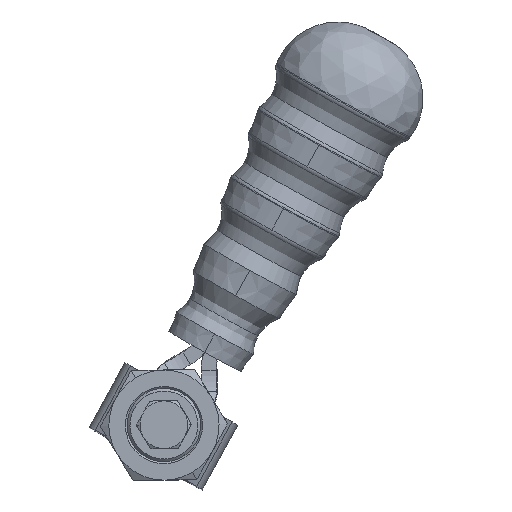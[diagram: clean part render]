
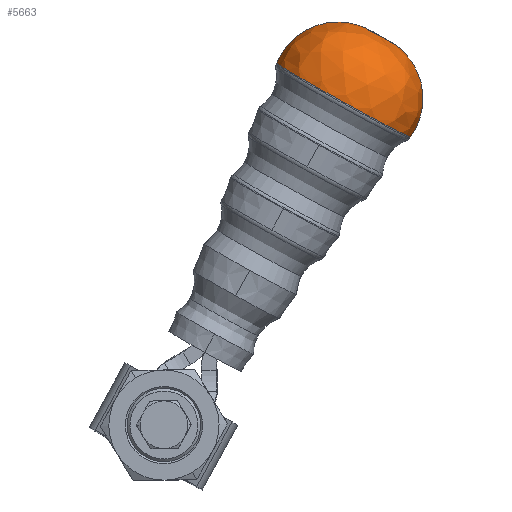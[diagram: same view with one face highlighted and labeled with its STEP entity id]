
A CAD part, top view. The second image highlights one B-rep face of the part: STEP entity #5663.
In plain terms, the highlighted free-form (B-spline) face has degree [2, 2] with [7, 9] control points.
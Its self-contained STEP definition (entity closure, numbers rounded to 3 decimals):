
#4726=CARTESIAN_POINT('',(-29.358,88.616,-116.704));
#4727=VERTEX_POINT('',#4726);
#4728=CARTESIAN_POINT('',(-1.547,95.913,-116.182));
#4729=VERTEX_POINT('',#4728);
#4730=CARTESIAN_POINT('',(-12.702,81.794,-116.649));
#4731=DIRECTION('',(0.013,0.023,-1.));
#4732=DIRECTION('',(-0.876,0.483,0.));
#4733=AXIS2_PLACEMENT_3D('',#4730,#4731,#4732);
#4734=CIRCLE('',#4733,18.);
#4735=EDGE_CURVE('',#4727,#4729,#4734,.T.);
#4737=CARTESIAN_POINT('',(7.114,68.496,-116.704));
#4738=VERTEX_POINT('',#4737);
#4739=CARTESIAN_POINT('',(-7.541,78.947,-116.649));
#4740=DIRECTION('',(0.013,0.023,-1.));
#4741=DIRECTION('',(0.876,-0.483,0.));
#4742=AXIS2_PLACEMENT_3D('',#4739,#4740,#4741);
#4743=CIRCLE('',#4742,18.);
#4744=EDGE_CURVE('',#4729,#4738,#4743,.T.);
#4770=CARTESIAN_POINT('',(-11.387,78.076,-95.884));
#4771=VERTEX_POINT('',#4770);
#4780=CARTESIAN_POINT('',(-11.122,78.556,-116.704));
#4781=DIRECTION('',(-0.483,-0.875,-0.026));
#4782=DIRECTION('',(-0.013,-0.023,1.));
#4783=AXIS2_PLACEMENT_3D('',#4780,#4781,#4782);
#4784=CIRCLE('',#4783,20.827);
#4785=EDGE_CURVE('',#4771,#4727,#4784,.T.);
#5576=CARTESIAN_POINT('',(-11.122,78.556,-116.704));
#5577=DIRECTION('',(-0.483,-0.875,-0.026));
#5578=DIRECTION('',(-0.013,-0.023,1.));
#5579=AXIS2_PLACEMENT_3D('',#5576,#5577,#5578);
#5580=CIRCLE('',#5579,20.827);
#5581=EDGE_CURVE('',#4738,#4771,#5580,.T.);
#5586=CARTESIAN_POINT('',(-1.547,95.913,-116.182));
#5587=CARTESIAN_POINT('',(-10.769,103.197,-116.131));
#5588=CARTESIAN_POINT('',(-21.147,97.687,-116.39));
#5589=CARTESIAN_POINT('',(-31.524,92.177,-116.649));
#5590=CARTESIAN_POINT('',(-30.65,80.46,-116.908));
#5591=CARTESIAN_POINT('',(-29.776,68.743,-117.167));
#5592=CARTESIAN_POINT('',(-18.696,64.827,-117.116));
#5593=CARTESIAN_POINT('',(-1.547,95.913,-116.182));
#5594=CARTESIAN_POINT('',(-10.917,102.93,-104.541));
#5595=CARTESIAN_POINT('',(-21.376,97.272,-98.377));
#5596=CARTESIAN_POINT('',(-31.835,91.614,-92.214));
#5597=CARTESIAN_POINT('',(-30.879,80.045,-98.895));
#5598=CARTESIAN_POINT('',(-29.924,68.476,-105.577));
#5599=CARTESIAN_POINT('',(-18.696,64.827,-117.116));
#5600=CARTESIAN_POINT('',(-1.547,95.913,-116.182));
#5601=CARTESIAN_POINT('',(-0.765,97.33,-104.541));
#5602=CARTESIAN_POINT('',(-5.598,88.568,-98.377));
#5603=CARTESIAN_POINT('',(-10.432,79.807,-92.214));
#5604=CARTESIAN_POINT('',(-15.102,71.341,-98.895));
#5605=CARTESIAN_POINT('',(-19.772,62.876,-105.577));
#5606=CARTESIAN_POINT('',(-18.696,64.827,-117.116));
#5607=CARTESIAN_POINT('',(-1.547,95.913,-116.182));
#5608=CARTESIAN_POINT('',(9.387,91.73,-104.541));
#5609=CARTESIAN_POINT('',(10.179,79.864,-98.377));
#5610=CARTESIAN_POINT('',(10.971,67.999,-92.214));
#5611=CARTESIAN_POINT('',(0.675,62.638,-98.895));
#5612=CARTESIAN_POINT('',(-9.621,57.276,-105.577));
#5613=CARTESIAN_POINT('',(-18.696,64.827,-117.116));
#5614=CARTESIAN_POINT('',(-1.547,95.913,-116.182));
#5615=CARTESIAN_POINT('',(9.534,91.997,-116.131));
#5616=CARTESIAN_POINT('',(10.408,80.28,-116.39));
#5617=CARTESIAN_POINT('',(11.282,68.563,-116.649));
#5618=CARTESIAN_POINT('',(0.904,63.053,-116.908));
#5619=CARTESIAN_POINT('',(-9.473,57.543,-117.167));
#5620=CARTESIAN_POINT('',(-18.696,64.827,-117.116));
#5621=CARTESIAN_POINT('',(-1.547,95.913,-116.182));
#5622=CARTESIAN_POINT('',(9.681,92.264,-127.721));
#5623=CARTESIAN_POINT('',(10.637,80.695,-134.403));
#5624=CARTESIAN_POINT('',(11.593,69.126,-141.085));
#5625=CARTESIAN_POINT('',(1.133,63.468,-134.921));
#5626=CARTESIAN_POINT('',(-9.326,57.81,-128.757));
#5627=CARTESIAN_POINT('',(-18.696,64.827,-117.116));
#5628=CARTESIAN_POINT('',(-1.547,95.913,-116.182));
#5629=CARTESIAN_POINT('',(-0.47,97.864,-127.721));
#5630=CARTESIAN_POINT('',(-5.14,89.399,-134.403));
#5631=CARTESIAN_POINT('',(-9.81,80.933,-141.085));
#5632=CARTESIAN_POINT('',(-14.644,72.172,-134.921));
#5633=CARTESIAN_POINT('',(-19.477,63.41,-128.757));
#5634=CARTESIAN_POINT('',(-18.696,64.827,-117.116));
#5635=CARTESIAN_POINT('',(-1.547,95.913,-116.182));
#5636=CARTESIAN_POINT('',(-10.622,103.464,-127.721));
#5637=CARTESIAN_POINT('',(-20.918,98.103,-134.403));
#5638=CARTESIAN_POINT('',(-31.214,92.741,-141.085));
#5639=CARTESIAN_POINT('',(-30.421,80.876,-134.921));
#5640=CARTESIAN_POINT('',(-29.629,69.011,-128.757));
#5641=CARTESIAN_POINT('',(-18.696,64.827,-117.116));
#5642=CARTESIAN_POINT('',(-1.547,95.913,-116.182));
#5643=CARTESIAN_POINT('',(-10.769,103.197,-116.131));
#5644=CARTESIAN_POINT('',(-21.147,97.687,-116.39));
#5645=CARTESIAN_POINT('',(-31.524,92.177,-116.649));
#5646=CARTESIAN_POINT('',(-30.65,80.46,-116.908));
#5647=CARTESIAN_POINT('',(-29.776,68.743,-117.167));
#5648=CARTESIAN_POINT('',(-18.696,64.827,-117.116));
#5656=(BOUNDED_SURFACE()B_SPLINE_SURFACE(2,2,((#5586,#5593,#5600,#5607,#5614,#5621,#5628,#5635,#5642),(#5587,#5594,#5601,#5608,#5615,#5622,#5629,#5636,#5643),(#5588,#5595,#5602,#5609,#5616,#5623,#5630,#5637,#5644),(#5589,#5596,#5603,#5610,#5617,#5624,#5631,#5638,#5645),(#5590,#5597,#5604,#5611,#5618,#5625,#5632,#5639,#5646),(#5591,#5598,#5605,#5612,#5619,#5626,#5633,#5640,#5647),(#5592,#5599,#5606,#5613,#5620,#5627,#5634,#5641,#5648)),.UNSPECIFIED.,.F.,.T.,.U.)B_SPLINE_SURFACE_WITH_KNOTS((3,2,2,3),(3,2,2,2,3),(-1.735,-0.578,0.578,1.735),(0.0,1.571,3.142,4.712,6.283),.UNSPECIFIED.)GEOMETRIC_REPRESENTATION_ITEM()RATIONAL_B_SPLINE_SURFACE(((1.0,0.707,1.0,0.707,1.0,0.707,1.0,0.707,1.0),(0.837,0.592,0.837,0.592,0.837,0.592,0.837,0.592,0.837),(1.0,0.707,1.0,0.707,1.0,0.707,1.0,0.707,1.0),(0.837,0.592,0.837,0.592,0.837,0.592,0.837,0.592,0.837),(1.0,0.707,1.0,0.707,1.0,0.707,1.0,0.707,1.0),(0.837,0.592,0.837,0.592,0.837,0.592,0.837,0.592,0.837),(1.0,0.707,1.0,0.707,1.0,0.707,1.0,0.707,1.0)))REPRESENTATION_ITEM('')SURFACE());
#5657=ORIENTED_EDGE('',*,*,#4735,.F.);
#5658=ORIENTED_EDGE('',*,*,#4785,.F.);
#5659=ORIENTED_EDGE('',*,*,#5581,.F.);
#5660=ORIENTED_EDGE('',*,*,#4744,.F.);
#5661=EDGE_LOOP('',(#5657,#5658,#5659,#5660));
#5662=FACE_OUTER_BOUND('',#5661,.T.);
#5663=ADVANCED_FACE('',(#5662),#5656,.T.);
